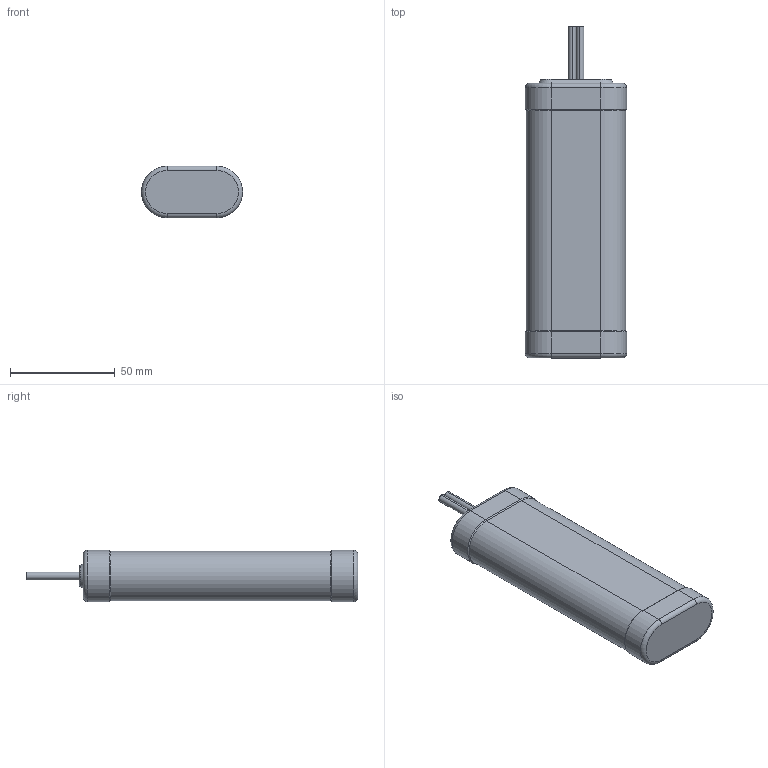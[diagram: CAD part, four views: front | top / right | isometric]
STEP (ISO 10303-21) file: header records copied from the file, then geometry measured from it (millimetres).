
FILE_DESCRIPTION (( 'STEP AP203' ), '1' );
FILE_NAME ('ROBOT-BATTERY.STEP', '2007-08-28T16:28:10', ( 'Innovation First, Inc.' ), ( 'Innovation First, Inc.' ), 'SwSTEP 2.0', 'SolidWorks 2006052', '' );
FILE_SCHEMA (( 'CONFIG_CONTROL_DESIGN' ));
Length unit declared in the file: inch
Products named in the file (1): ROBOT-BATTERY
Bounding box: 48.26 x 158.12 x 24.64 mm (x, y, z)
Volume: 132858.2 mm3; surface area: 18568.3 mm2
Topology: 1 solids, 1 shells, 45 faces, 92 edges, 52 vertices
Faces by surface type: plane 17, cylinder 16, cone 6, torus 6
Entity records: 1243 total; most frequent: DIRECTION 226, CARTESIAN_POINT 190, ORIENTED_EDGE 184, EDGE_CURVE 92, AXIS2_PLACEMENT_3D 88, VERTEX_POINT 52, VECTOR 50, LINE 50
